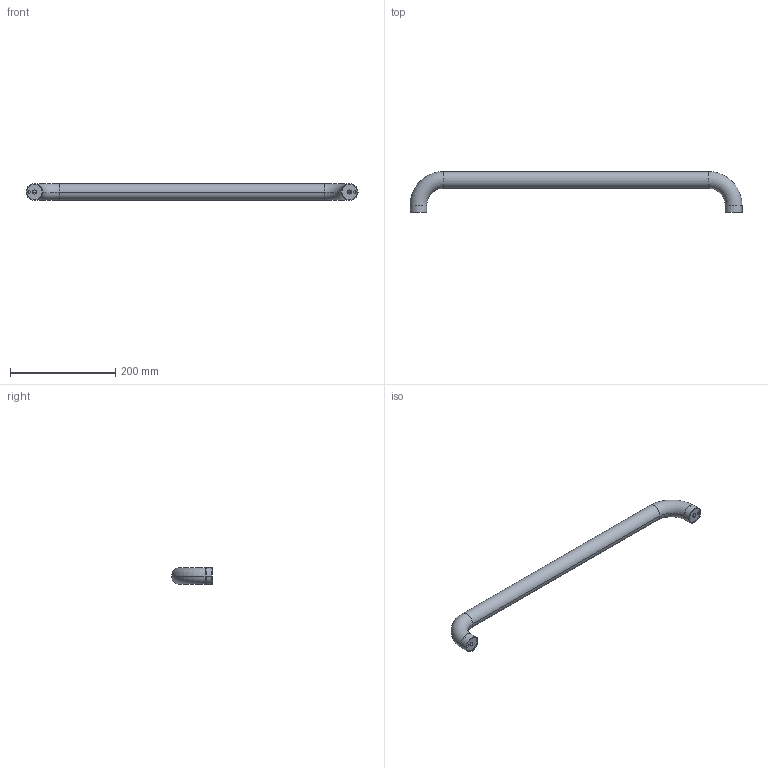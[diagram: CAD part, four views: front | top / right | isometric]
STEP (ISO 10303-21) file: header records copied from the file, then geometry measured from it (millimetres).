
FILE_DESCRIPTION (( 'STEP AP203' ), '1' );
FILE_NAME ('sone3D.STEP', '2014-01-14T06:28:19', ( '' ), ( '' ), 'SwSTEP 2.0', 'SolidWorks 2012', '' );
FILE_SCHEMA (( 'CONFIG_CONTROL_DESIGN' ));
Length unit declared in the file: millimetre
Products named in the file (1): sone3D
Bounding box: 632 x 78 x 32 mm (x, y, z)
Volume: 110184.9 mm3; surface area: 132383.8 mm2
Topology: 1 solids, 1 shells, 40 faces, 80 edges, 48 vertices
Faces by surface type: cylinder 24, torus 8, plane 8
Entity records: 1133 total; most frequent: DIRECTION 218, CARTESIAN_POINT 169, ORIENTED_EDGE 160, AXIS2_PLACEMENT_3D 97, EDGE_CURVE 80, CIRCLE 56, EDGE_LOOP 48, VERTEX_POINT 48
